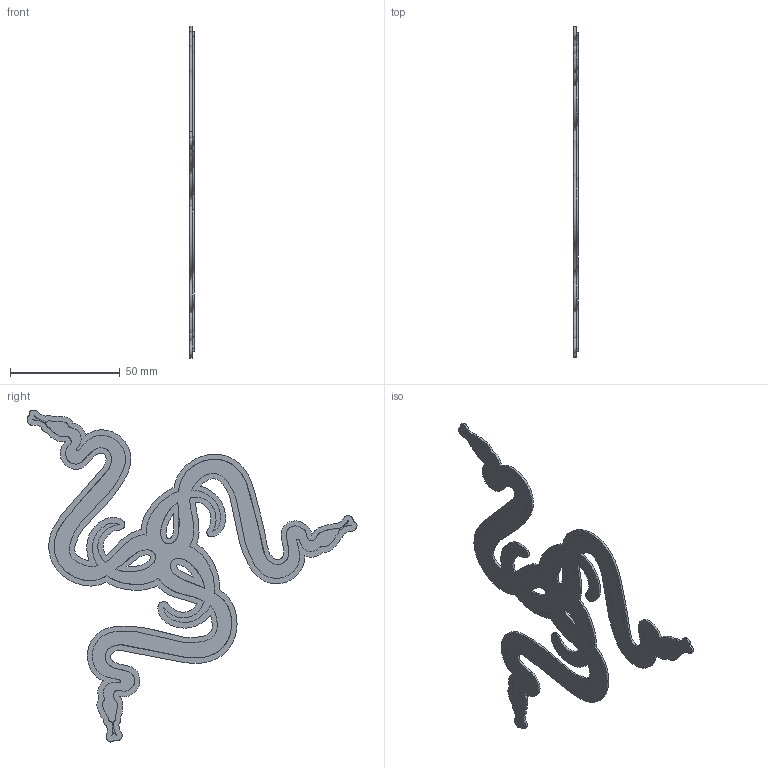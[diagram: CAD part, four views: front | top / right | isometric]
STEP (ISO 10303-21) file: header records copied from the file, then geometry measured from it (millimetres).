
FILE_DESCRIPTION(('CATIA V5 STEP Exchange'),'2;1');
FILE_NAME('Razer Logo.stp','2015-05-23T06:12:26+00:00',('none'),('none'),'CATIA Version 5 Release 19 GA (IN-10)','CATIA V5 STEP AP203','none');
FILE_SCHEMA(('CONFIG_CONTROL_DESIGN'));
Length unit declared in the file: millimetre
Products named in the file (1): Razer Logo
Assembly tree (2 placements, depth 2):
  Razer Logo
    #56
    #4705
Bounding box: 2 x 150.47 x 151.38 mm (x, y, z)
Volume: 9714.8 mm3; surface area: 17873.9 mm2
Topology: 5 solids, 5 shells, 126 faces, 348 edges, 232 vertices
Faces by surface type: extrusion 108, plane 18
Entity records: 15052 total; most frequent: CARTESIAN_POINT 12179, ORIENTED_EDGE 696, EDGE_CURVE 348, B_SPLINE_CURVE_WITH_KNOTS 324, DIRECTION 272, VECTOR 240, VERTEX_POINT 232, EDGE_LOOP 140
